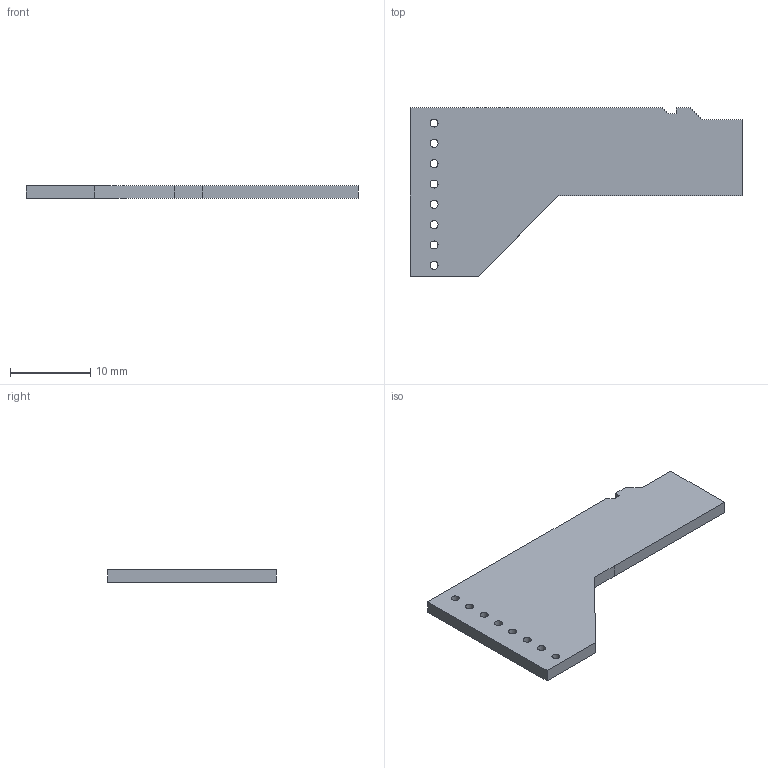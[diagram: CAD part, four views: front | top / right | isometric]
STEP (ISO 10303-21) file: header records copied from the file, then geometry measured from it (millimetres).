
FILE_DESCRIPTION(('KiCad electronic assembly'),'2;1');
FILE_NAME('microsdcard_sub.step','2023-03-06T14:50:26',('Pcbnew'),( 'Kicad'),'Open CASCADE STEP processor 7.6','KiCad to STEP converter' ,'Unknown');
FILE_SCHEMA(('AUTOMOTIVE_DESIGN { 1 0 10303 214 1 1 1 1 }'));
Length unit declared in the file: millimetre
Products named in the file (2): microsdcard_sub 1; PCB
Assembly tree (1 placements, depth 2):
  microsdcard_sub 1
    PCB
Bounding box: 41.5 x 21.07 x 1.58 mm (x, y, z)
Volume: 911.1 mm3; surface area: 1381.8 mm2
Topology: 1 solids, 1 shells, 24 faces, 66 edges, 44 vertices
Faces by surface type: plane 16, cylinder 8
Full cylindrical faces by diameter (mm): 1 x8
Entity records: 1751 total; most frequent: CARTESIAN_POINT 364, DIRECTION 250, LINE 166, VECTOR 166, ORIENTED_EDGE 132, PCURVE 132, DEFINITIONAL_REPRESENTATION 132, EDGE_CURVE 66
